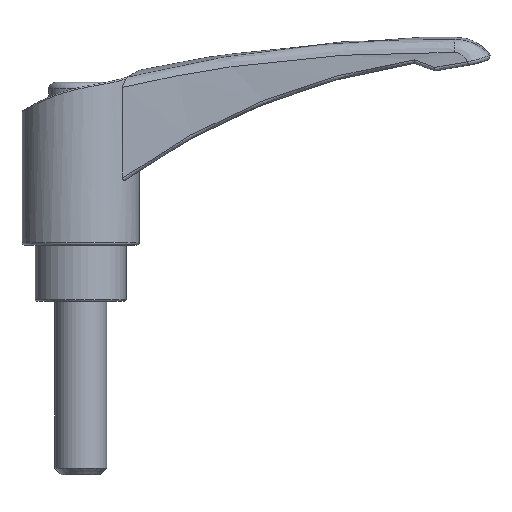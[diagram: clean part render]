
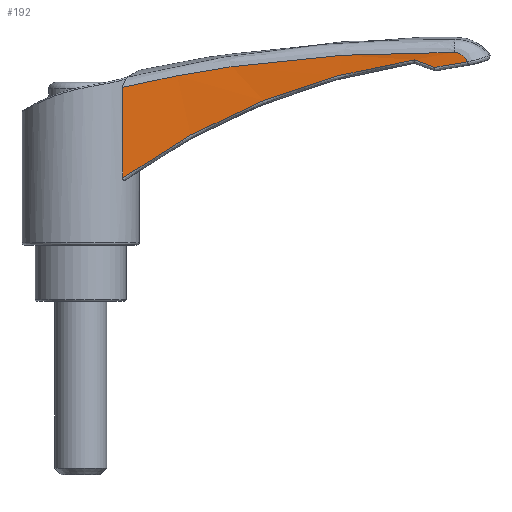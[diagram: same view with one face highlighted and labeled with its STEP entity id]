
A CAD part, front view. The second image highlights one B-rep face of the part: STEP entity #192.
In plain terms, the highlighted cylindrical face has radius 581.128 mm (diameter 1162.26 mm), a partial arc.
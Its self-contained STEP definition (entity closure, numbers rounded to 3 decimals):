
#192 = ADVANCED_FACE( '', ( #396 ), #397, .F. );
#396 = FACE_OUTER_BOUND( '', #3703, .T. );
#397 = CYLINDRICAL_SURFACE( '', #3704, 581.128 );
#3703 = EDGE_LOOP( '', ( #4509, #4510, #4511, #4512, #4513, #4514 ) );
#3704 = AXIS2_PLACEMENT_3D( '', #4515, #4516, #4517 );
#4509 = ORIENTED_EDGE( '', *, *, #4612, .T. );
#4510 = ORIENTED_EDGE( '', *, *, #4652, .T. );
#4511 = ORIENTED_EDGE( '', *, *, #4672, .T. );
#4512 = ORIENTED_EDGE( '', *, *, #4664, .T. );
#4513 = ORIENTED_EDGE( '', *, *, #4703, .F. );
#4514 = ORIENTED_EDGE( '', *, *, #4634, .T. );
#4515 = CARTESIAN_POINT( '', ( 49.381, -589.128, 0. ) );
#4516 = DIRECTION( '', ( 0., 0., -1. ) );
#4517 = DIRECTION( '', ( 1., 0., 0. ) );
#4612 = EDGE_CURVE( '', #4849, #4847, #4850, .T. );
#4634 = EDGE_CURVE( '', #4881, #4849, #4882, .T. );
#4652 = EDGE_CURVE( '', #4847, #4905, #4907, .T. );
#4664 = EDGE_CURVE( '', #4926, #4923, #4927, .T. );
#4672 = EDGE_CURVE( '', #4905, #4926, #4939, .T. );
#4703 = EDGE_CURVE( '', #4881, #4923, #4981, .T. );
#4847 = VERTEX_POINT( '', #6070 );
#4849 = VERTEX_POINT( '', #6108 );
#4850 = B_SPLINE_CURVE_WITH_KNOTS( '', 3, ( #6109, #6110, #6111, #6112 ), .UNSPECIFIED., .F., .F., ( 4, 4 ), ( 0., 0.005 ), .UNSPECIFIED. );
#4881 = VERTEX_POINT( '', #6379 );
#4882 = B_SPLINE_CURVE_WITH_KNOTS( '', 3, ( #6380, #6381, #6382, #6383, #6384, #6385, #6386, #6387, #6388, #6389, #6390, #6391, #6392, #6393, #6394, #6395, #6396, #6397, #6398, #6399, #6400, #6401, #6402, #6403, #6404, #6405, #6406, #6407, #6408, #6409 ), .UNSPECIFIED., .F., .F., ( 4, 2, 2, 2, 2, 1, 1, 2, 1, 2, 2, 1, 1, 1, 1, 1, 1, 1, 1, 1, 4 ), ( 0., 0.005, 0.009, 0.014, 0.018, 0.023, 0.027, 0.032, 0.034, 0.035, 0.035, 0.035, 0.037, 0.041, 0.046, 0.05, 0.055, 0.059, 0.064, 0.069, 0.073 ), .UNSPECIFIED. );
#4905 = VERTEX_POINT( '', #6674 );
#4907 = B_SPLINE_CURVE_WITH_KNOTS( '', 3, ( #6681, #6682, #6683, #6684 ), .UNSPECIFIED., .F., .F., ( 4, 4 ), ( 0., 0.008 ), .UNSPECIFIED. );
#4923 = VERTEX_POINT( '', #6700 );
#4926 = VERTEX_POINT( '', #6716 );
#4927 = B_SPLINE_CURVE_WITH_KNOTS( '', 3, ( #6717, #6718, #6719, #6720, #6721, #6722, #6723, #6724, #6725, #6726, #6727, #6728, #6729, #6730, #6731, #6732, #6733, #6734, #6735, #6736, #6737, #6738, #6739, #6740, #6741 ), .UNSPECIFIED., .F., .F., ( 4, 1, 1, 1, 1, 1, 1, 1, 1, 1, 1, 1, 1, 1, 1, 1, 1, 1, 1, 1, 1, 1, 4 ), ( 0., 0.023, 0.045, 0.068, 0.091, 0.113, 0.136, 0.159, 0.182, 0.204, 0.227, 0.25, 0.375, 0.5, 0.626, 0.75, 0.786, 0.823, 0.859, 0.895, 0.93, 0.965, 1. ), .UNSPECIFIED. );
#4939 = B_SPLINE_CURVE_WITH_KNOTS( '', 3, ( #6801, #6802, #6803, #6804, #6805, #6806, #6807, #6808, #6809, #6810, #6811, #6812, #6813 ), .UNSPECIFIED., .F., .F., ( 4, 1, 1, 1, 1, 1, 1, 1, 1, 1, 4 ), ( 0.185, 0.218, 0.251, 0.378, 0.501, 0.625, 0.749, 0.812, 0.874, 0.937, 1. ), .UNSPECIFIED. );
#4981 = B_SPLINE_CURVE_WITH_KNOTS( '', 3, ( #7519, #7520, #7521, #7522 ), .UNSPECIFIED., .F., .F., ( 4, 4 ), ( 0.049, 0.934 ), .UNSPECIFIED. );
#6070 = CARTESIAN_POINT( '', ( 81.733, -8.901, 40.97 ) );
#6108 = CARTESIAN_POINT( '', ( 77.05, -8.659, 42.719 ) );
#6109 = CARTESIAN_POINT( '', ( 77.05, -8.659, 42.719 ) );
#6110 = CARTESIAN_POINT( '', ( 78.612, -8.733, 42.137 ) );
#6111 = CARTESIAN_POINT( '', ( 80.173, -8.814, 41.554 ) );
#6112 = CARTESIAN_POINT( '', ( 81.733, -8.901, 40.97 ) );
#6379 = CARTESIAN_POINT( '', ( 9.734, -9.354, 15.447 ) );
#6380 = CARTESIAN_POINT( '', ( 9.734, -9.354, 15.447 ) );
#6381 = CARTESIAN_POINT( '', ( 10.975, -9.269, 16.349 ) );
#6382 = CARTESIAN_POINT( '', ( 12.229, -9.187, 17.229 ) );
#6383 = CARTESIAN_POINT( '', ( 14.76, -9.031, 18.947 ) );
#6384 = CARTESIAN_POINT( '', ( 16.037, -8.956, 19.785 ) );
#6385 = CARTESIAN_POINT( '', ( 18.615, -8.814, 21.42 ) );
#6386 = CARTESIAN_POINT( '', ( 19.915, -8.746, 22.217 ) );
#6387 = CARTESIAN_POINT( '', ( 22.54, -8.619, 23.77 ) );
#6388 = CARTESIAN_POINT( '', ( 23.863, -8.559, 24.527 ) );
#6389 = CARTESIAN_POINT( '', ( 26.533, -8.448, 25.999 ) );
#6390 = CARTESIAN_POINT( '', ( 29.226, -8.345, 27.432 ) );
#6391 = CARTESIAN_POINT( '', ( 33.333, -8.217, 29.461 ) );
#6392 = CARTESIAN_POINT( '', ( 36.117, -8.15, 30.733 ) );
#6393 = CARTESIAN_POINT( '', ( 38.222, -8.107, 31.658 ) );
#6394 = CARTESIAN_POINT( '', ( 39.103, -8.09, 32.037 ) );
#6395 = CARTESIAN_POINT( '', ( 39.988, -8.076, 32.408 ) );
#6396 = CARTESIAN_POINT( '', ( 40.254, -8.072, 32.519 ) );
#6397 = CARTESIAN_POINT( '', ( 40.342, -8.07, 32.556 ) );
#6398 = CARTESIAN_POINT( '', ( 40.52, -8.068, 32.629 ) );
#6399 = CARTESIAN_POINT( '', ( 40.963, -8.061, 32.813 ) );
#6400 = CARTESIAN_POINT( '', ( 42.828, -8.035, 33.574 ) );
#6401 = CARTESIAN_POINT( '', ( 46.042, -8.004, 34.817 ) );
#6402 = CARTESIAN_POINT( '', ( 50.364, -7.995, 36.341 ) );
#6403 = CARTESIAN_POINT( '', ( 54.721, -8.019, 37.735 ) );
#6404 = CARTESIAN_POINT( '', ( 59.114, -8.076, 38.998 ) );
#6405 = CARTESIAN_POINT( '', ( 63.543, -8.167, 40.131 ) );
#6406 = CARTESIAN_POINT( '', ( 68.007, -8.293, 41.133 ) );
#6407 = CARTESIAN_POINT( '', ( 72.508, -8.454, 42.003 ) );
#6408 = CARTESIAN_POINT( '', ( 75.532, -8.587, 42.495 ) );
#6409 = CARTESIAN_POINT( '', ( 77.05, -8.659, 42.719 ) );
#6674 = CARTESIAN_POINT( '', ( 89.284, -9.372, 42.253 ) );
#6681 = CARTESIAN_POINT( '', ( 81.733, -8.901, 40.97 ) );
#6682 = CARTESIAN_POINT( '', ( 84.251, -9.042, 41.4 ) );
#6683 = CARTESIAN_POINT( '', ( 86.768, -9.198, 41.828 ) );
#6684 = CARTESIAN_POINT( '', ( 89.284, -9.372, 42.253 ) );
#6700 = CARTESIAN_POINT( '', ( 9.734, -9.354, 36.356 ) );
#6716 = CARTESIAN_POINT( '', ( 86.15, -9.164, 44.435 ) );
#6717 = CARTESIAN_POINT( '', ( 86.15, -9.164, 44.435 ) );
#6718 = CARTESIAN_POINT( '', ( 85.569, -9.128, 44.441 ) );
#6719 = CARTESIAN_POINT( '', ( 84.406, -9.055, 44.453 ) );
#6720 = CARTESIAN_POINT( '', ( 82.662, -8.953, 44.46 ) );
#6721 = CARTESIAN_POINT( '', ( 80.916, -8.855, 44.458 ) );
#6722 = CARTESIAN_POINT( '', ( 79.169, -8.763, 44.447 ) );
#6723 = CARTESIAN_POINT( '', ( 77.422, -8.676, 44.427 ) );
#6724 = CARTESIAN_POINT( '', ( 75.674, -8.594, 44.398 ) );
#6725 = CARTESIAN_POINT( '', ( 73.925, -8.518, 44.36 ) );
#6726 = CARTESIAN_POINT( '', ( 72.175, -8.446, 44.312 ) );
#6727 = CARTESIAN_POINT( '', ( 70.424, -8.38, 44.256 ) );
#6728 = CARTESIAN_POINT( '', ( 68.672, -8.319, 44.191 ) );
#6729 = CARTESIAN_POINT( '', ( 64.283, -8.18, 44.006 ) );
#6730 = CARTESIAN_POINT( '', ( 57.284, -8.027, 43.593 ) );
#6731 = CARTESIAN_POINT( '', ( 47.658, -7.976, 42.749 ) );
#6732 = CARTESIAN_POINT( '', ( 38.102, -8.083, 41.627 ) );
#6733 = CARTESIAN_POINT( '', ( 30.821, -8.285, 40.544 ) );
#6734 = CARTESIAN_POINT( '', ( 25.836, -8.475, 39.695 ) );
#6735 = CARTESIAN_POINT( '', ( 23.081, -8.593, 39.198 ) );
#6736 = CARTESIAN_POINT( '', ( 20.355, -8.723, 38.677 ) );
#6737 = CARTESIAN_POINT( '', ( 17.657, -8.864, 38.134 ) );
#6738 = CARTESIAN_POINT( '', ( 14.989, -9.017, 37.566 ) );
#6739 = CARTESIAN_POINT( '', ( 12.35, -9.179, 36.978 ) );
#6740 = CARTESIAN_POINT( '', ( 10.604, -9.296, 36.563 ) );
#6741 = CARTESIAN_POINT( '', ( 9.734, -9.354, 36.356 ) );
#6801 = CARTESIAN_POINT( '', ( 89.284, -9.372, 42.253 ) );
#6802 = CARTESIAN_POINT( '', ( 89.262, -9.37, 42.303 ) );
#6803 = CARTESIAN_POINT( '', ( 89.217, -9.367, 42.402 ) );
#6804 = CARTESIAN_POINT( '', ( 89.071, -9.357, 42.685 ) );
#6805 = CARTESIAN_POINT( '', ( 88.817, -9.34, 43.08 ) );
#6806 = CARTESIAN_POINT( '', ( 88.398, -9.311, 43.539 ) );
#6807 = CARTESIAN_POINT( '', ( 87.913, -9.279, 43.918 ) );
#6808 = CARTESIAN_POINT( '', ( 87.457, -9.249, 44.156 ) );
#6809 = CARTESIAN_POINT( '', ( 87.07, -9.223, 44.297 ) );
#6810 = CARTESIAN_POINT( '', ( 86.769, -9.204, 44.374 ) );
#6811 = CARTESIAN_POINT( '', ( 86.462, -9.184, 44.423 ) );
#6812 = CARTESIAN_POINT( '', ( 86.254, -9.171, 44.431 ) );
#6813 = CARTESIAN_POINT( '', ( 86.15, -9.164, 44.435 ) );
#7519 = CARTESIAN_POINT( '', ( 9.734, -9.354, 15.447 ) );
#7520 = CARTESIAN_POINT( '', ( 9.734, -9.354, 22.417 ) );
#7521 = CARTESIAN_POINT( '', ( 9.734, -9.354, 29.387 ) );
#7522 = CARTESIAN_POINT( '', ( 9.734, -9.354, 36.356 ) );
